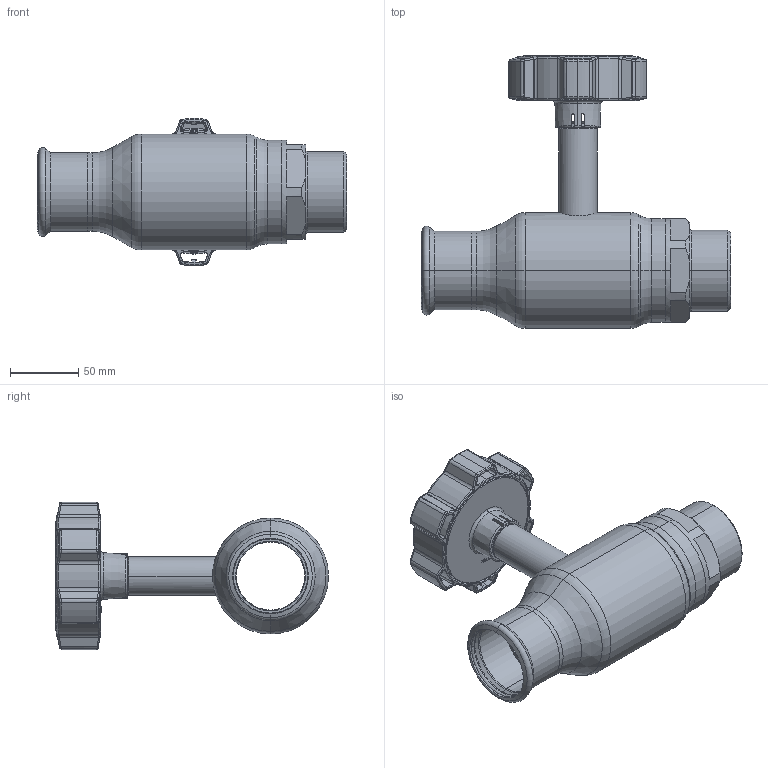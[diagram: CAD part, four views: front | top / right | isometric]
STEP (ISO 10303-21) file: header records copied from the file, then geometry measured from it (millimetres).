
FILE_DESCRIPTION (( 'STEP AP214' ), '1' );
FILE_NAME ('1050001201-1200.step', '2024-01-16T11:05:37', ( '' ), ( '' ), 'SwSTEP 2.0', 'SolidWorks 2021', '' );
FILE_SCHEMA (( 'AUTOMOTIVE_DESIGN' ));
Length unit declared in the file: millimetre
Products named in the file (1): 1050001201-1200
Bounding box: 226.8 x 200.15 x 107.98 mm (x, y, z)
Surface area: 117960.2 mm2 (no closed solid volume)
Topology: 0 solids, 11 shells, 513 faces, 1556 edges, 1018 vertices
Faces by surface type: bspline 154, cylinder 116, plane 105, torus 73, cone 59, sphere 6
Entity records: 31267 total; most frequent: CARTESIAN_POINT 13270, ORIENTED_EDGE 2689, DIRECTION 2195, EDGE_CURVE 1556, VERTEX_POINT 1018, AXIS2_PLACEMENT_3D 867, B_SPLINE_CURVE_WITH_KNOTS 565, EDGE_LOOP 541
